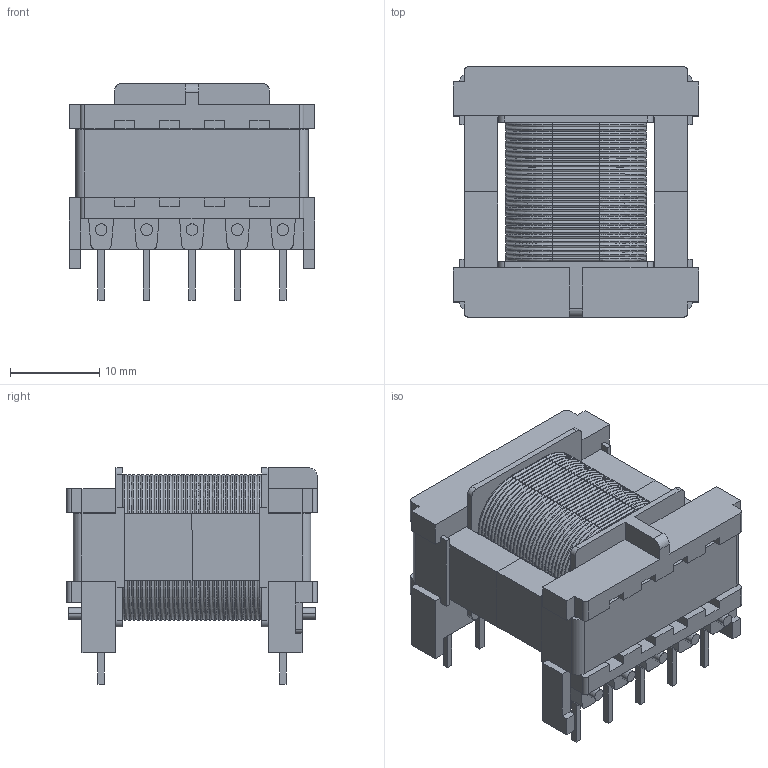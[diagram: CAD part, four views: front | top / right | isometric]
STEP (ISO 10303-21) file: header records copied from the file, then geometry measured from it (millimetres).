
FILE_DESCRIPTION((''),'2;1');
FILE_NAME('XFMR_EDA-01905-V1-0_misc2.stp','2009-01-06T17:13:22',(''),(''),'Mechanical Desktop 2009','Mechanical Desktop 2009',', , ');
FILE_SCHEMA(('AUTOMOTIVE_DESIGN { 1 2 10303 214 1 1 1 1 }'));
Length unit declared in the file: millimetre
Products named in the file (1): Product
Bounding box: 27.5 x 28 x 24.2 mm (x, y, z)
Volume: 6873.9 mm3; surface area: 10862.7 mm2
Topology: 47 solids, 47 shells, 906 faces, 2075 edges, 1210 vertices
Faces by surface type: bspline 390, plane 207, cylinder 181, torus 128
Entity records: 32117 total; most frequent: CARTESIAN_POINT 12410, ORIENTED_EDGE 4150, DIRECTION 4015, EDGE_CURVE 2075, AXIS2_PLACEMENT_3D 1423, VERTEX_POINT 1210, VECTOR 1169, LINE 1169
